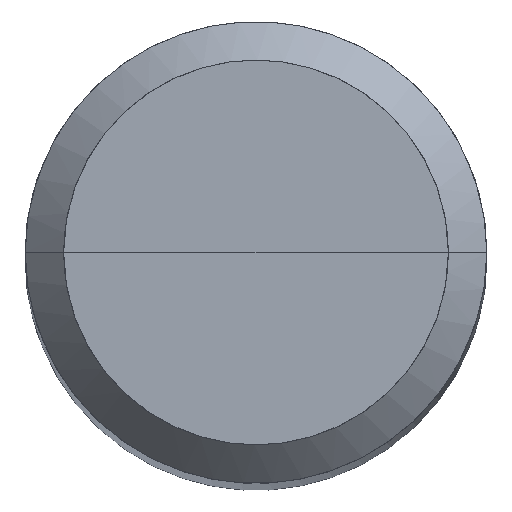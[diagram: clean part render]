
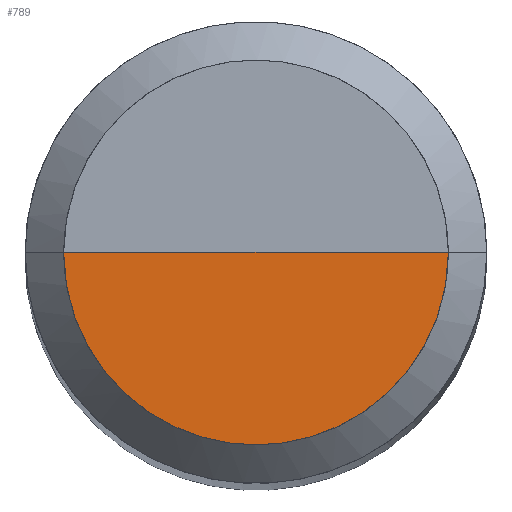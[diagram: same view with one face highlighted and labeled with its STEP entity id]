
A CAD part, top view. The second image highlights one B-rep face of the part: STEP entity #789.
In plain terms, the highlighted free-form (B-spline) face has degree [1, 2] with [2, 5] control points.
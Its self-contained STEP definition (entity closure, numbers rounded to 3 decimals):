
#435=CARTESIAN_POINT('',(1.25,0.0,26.0));
#439=CARTESIAN_POINT('',(-1.25,0.0,26.0));
#440=CARTESIAN_POINT('',(0.0,0.0,26.0));
#450=CARTESIAN_POINT('',(-1.25,-1.25,26.0));
#451=CARTESIAN_POINT('',(0.0,-1.25,26.0));
#452=CARTESIAN_POINT('',(1.25,-1.25,26.0));
#774=(
BOUNDED_SURFACE()
B_SPLINE_SURFACE(1,2,(
(#439,#450,#451,#452,#435),
(#440,#440,#440,#440,#440)
), .UNSPECIFIED.,.F.,.F.,.F.)
B_SPLINE_SURFACE_WITH_KNOTS((2,2),(3,2,3),(
0.0,1.0),(
0.0,0.5,1.0), .UNSPECIFIED.)
GEOMETRIC_REPRESENTATION_ITEM()
RATIONAL_B_SPLINE_SURFACE(((1.0,0.707,1.0,0.707,1.0),
(1.0,0.707,1.0,0.707,1.0)
))
REPRESENTATION_ITEM('')
SURFACE()
);
#775=(
BOUNDED_CURVE()
B_SPLINE_CURVE(2,(#435,#452,#451,#450,#439),.UNSPECIFIED.,.F.,.F.)
B_SPLINE_CURVE_WITH_KNOTS((3,2,3),
(0.0,0.5,1.0),.UNSPECIFIED.)
CURVE()
GEOMETRIC_REPRESENTATION_ITEM()
RATIONAL_B_SPLINE_CURVE((1.0,0.707,1.0,0.707,1.0))
REPRESENTATION_ITEM('')
);
#776=(
BOUNDED_CURVE()
B_SPLINE_CURVE(1,(#439,#440),.UNSPECIFIED.,.F.,.F.)
B_SPLINE_CURVE_WITH_KNOTS((2,2),
(0.0,1.0),.UNSPECIFIED.)
CURVE()
GEOMETRIC_REPRESENTATION_ITEM()
RATIONAL_B_SPLINE_CURVE((1.0,1.0))
REPRESENTATION_ITEM('')
);
#777=(
BOUNDED_CURVE()
B_SPLINE_CURVE(1,(#440,#435),.UNSPECIFIED.,.F.,.F.)
B_SPLINE_CURVE_WITH_KNOTS((2,2),
(0.0,1.0),.UNSPECIFIED.)
CURVE()
GEOMETRIC_REPRESENTATION_ITEM()
RATIONAL_B_SPLINE_CURVE((1.0,1.0))
REPRESENTATION_ITEM('')
);
#778=VERTEX_POINT('',#435);
#779=VERTEX_POINT('',#439);
#780=VERTEX_POINT('',#440);
#781=EDGE_CURVE('',#778,#779,#775,.T.);
#782=EDGE_CURVE('',#779,#780,#776,.T.);
#783=EDGE_CURVE('',#780,#778,#777,.T.);
#784=ORIENTED_EDGE('',*,*,#781,.T.);
#785=ORIENTED_EDGE('',*,*,#782,.T.);
#786=ORIENTED_EDGE('',*,*,#783,.T.);
#787=EDGE_LOOP('',(#784,#785,#786));
#788=FACE_OUTER_BOUND('',#787,.T.);
#789=ADVANCED_FACE('',(#788),#774,.T.);
